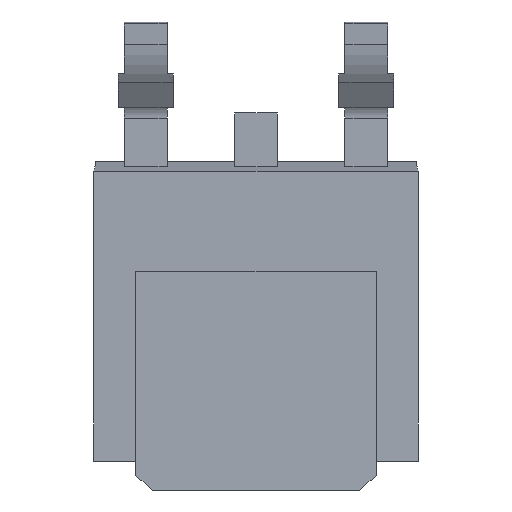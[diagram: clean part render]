
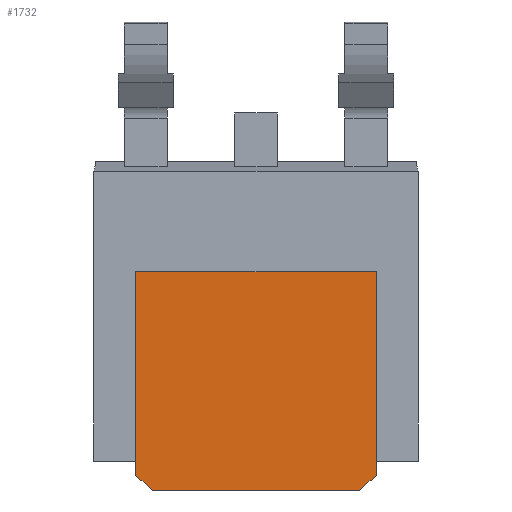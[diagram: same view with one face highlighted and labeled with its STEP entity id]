
A CAD part, front view. The second image highlights one B-rep face of the part: STEP entity #1732.
In plain terms, the highlighted planar face has unit normal (0, -1, 0).
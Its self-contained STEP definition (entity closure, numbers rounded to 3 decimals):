
#56 = FACE_OUTER_BOUND ( 'NONE', #320, .T. ) ;
#89 = AXIS2_PLACEMENT_3D ( 'NONE', #1218, #1027, #1676 ) ;
#100 = LINE ( 'NONE', #592, #1907 ) ;
#320 = EDGE_LOOP ( 'NONE', ( #434, #583, #737, #1668, #1709, #567 ) ) ;
#365 = PLANE ( 'NONE',  #89 ) ;
#396 = EDGE_CURVE ( 'NONE', #975, #2078, #2034, .T. ) ;
#405 = EDGE_CURVE ( 'NONE', #1523, #975, #100, .T. ) ;
#434 = ORIENTED_EDGE ( 'NONE', *, *, #405, .F. ) ;
#510 = VECTOR ( 'NONE', #1105, 1000. ) ;
#541 = CARTESIAN_POINT ( 'NONE',  ( 2.5, -1.19, -3.41 ) ) ;
#567 = ORIENTED_EDGE ( 'NONE', *, *, #396, .F. ) ;
#583 = ORIENTED_EDGE ( 'NONE', *, *, #1918, .F. ) ;
#592 = CARTESIAN_POINT ( 'NONE',  ( 2.5, -1.19, 0.82 ) ) ;
#593 = VERTEX_POINT ( 'NONE', #1812 ) ;
#641 = VECTOR ( 'NONE', #1017, 1000. ) ;
#737 = ORIENTED_EDGE ( 'NONE', *, *, #1546, .F. ) ;
#740 = VERTEX_POINT ( 'NONE', #1645 ) ;
#882 = CARTESIAN_POINT ( 'NONE',  ( 2.5, -1.19, 0.82 ) ) ;
#975 = VERTEX_POINT ( 'NONE', #882 ) ;
#1007 = CARTESIAN_POINT ( 'NONE',  ( -2.5, -1.19, -3.11 ) ) ;
#1017 = DIRECTION ( 'NONE',  ( -1., 0., 0. ) ) ;
#1027 = DIRECTION ( 'NONE',  ( 0., 1., 0. ) ) ;
#1062 = CARTESIAN_POINT ( 'NONE',  ( -2.15, -1.19, -3.71 ) ) ;
#1102 = LINE ( 'NONE', #1062, #641 ) ;
#1105 = DIRECTION ( 'NONE',  ( 0., 0., -1. ) ) ;
#1112 = VECTOR ( 'NONE', #1129, 1000. ) ;
#1129 = DIRECTION ( 'NONE',  ( 0., 0., 1. ) ) ;
#1217 = DIRECTION ( 'NONE',  ( 1., 0., 0. ) ) ;
#1218 = CARTESIAN_POINT ( 'NONE',  ( 0., -1.19, 0. ) ) ;
#1367 = LINE ( 'NONE', #1427, #2214 ) ;
#1424 = DIRECTION ( 'NONE',  ( -0.759, 0., -0.651 ) ) ;
#1427 = CARTESIAN_POINT ( 'NONE',  ( 2.5, -1.19, -3.41 ) ) ;
#1434 = LINE ( 'NONE', #1007, #1112 ) ;
#1466 = DIRECTION ( 'NONE',  ( -0.759, 0., 0.651 ) ) ;
#1501 = CARTESIAN_POINT ( 'NONE',  ( -2.5, -1.19, -3.41 ) ) ;
#1523 = VERTEX_POINT ( 'NONE', #2051 ) ;
#1539 = LINE ( 'NONE', #1501, #2167 ) ;
#1546 = EDGE_CURVE ( 'NONE', #593, #2093, #1539, .T. ) ;
#1555 = EDGE_CURVE ( 'NONE', #2078, #740, #1367, .T. ) ;
#1626 = EDGE_CURVE ( 'NONE', #740, #593, #1102, .T. ) ;
#1645 = CARTESIAN_POINT ( 'NONE',  ( 2.15, -1.19, -3.71 ) ) ;
#1668 = ORIENTED_EDGE ( 'NONE', *, *, #1626, .F. ) ;
#1676 = DIRECTION ( 'NONE',  ( 0., 0., 1. ) ) ;
#1709 = ORIENTED_EDGE ( 'NONE', *, *, #1555, .F. ) ;
#1732 = ADVANCED_FACE ( 'NONE', ( #56 ), #365, .F. ) ;
#1760 = CARTESIAN_POINT ( 'NONE',  ( -2.5, -1.19, -3.41 ) ) ;
#1812 = CARTESIAN_POINT ( 'NONE',  ( -2.15, -1.19, -3.71 ) ) ;
#1907 = VECTOR ( 'NONE', #1217, 1000. ) ;
#1918 = EDGE_CURVE ( 'NONE', #2093, #1523, #1434, .T. ) ;
#2006 = CARTESIAN_POINT ( 'NONE',  ( 2.5, -1.19, -3.11 ) ) ;
#2034 = LINE ( 'NONE', #2006, #510 ) ;
#2051 = CARTESIAN_POINT ( 'NONE',  ( -2.5, -1.19, 0.82 ) ) ;
#2078 = VERTEX_POINT ( 'NONE', #541 ) ;
#2093 = VERTEX_POINT ( 'NONE', #1760 ) ;
#2167 = VECTOR ( 'NONE', #1466, 1000. ) ;
#2214 = VECTOR ( 'NONE', #1424, 1000. ) ;
